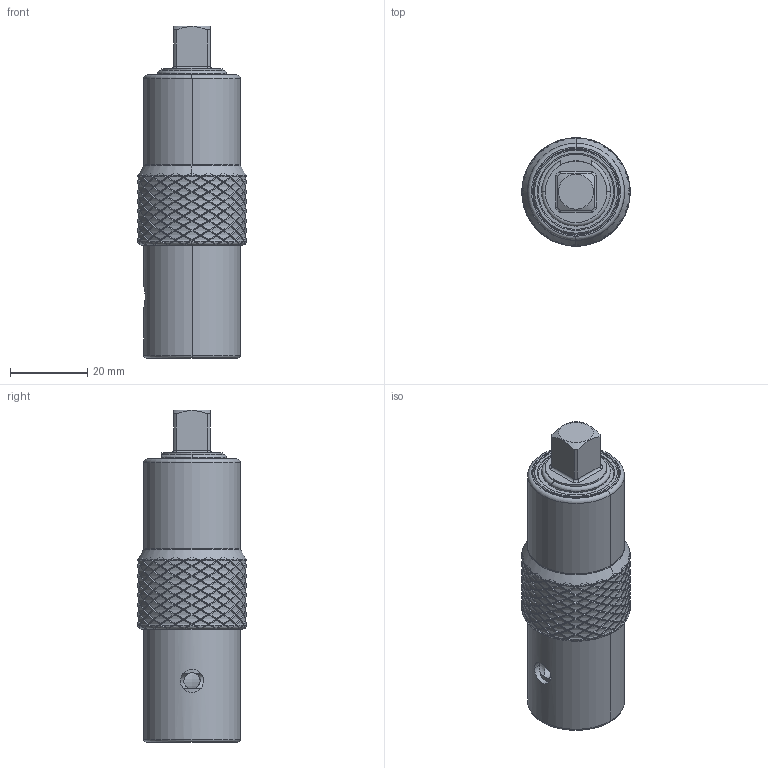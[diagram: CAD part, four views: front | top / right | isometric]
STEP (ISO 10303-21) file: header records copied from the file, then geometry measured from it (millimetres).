
FILE_DESCRIPTION((''),'2;1');
FILE_NAME('4027123661_ASM','2023-08-30T10:35:41',('a00565553'),(''),'CREO PARAMETRIC BY PTC INC, 2022414','CREO PARAMETRIC BY PTC INC, 2022414','');
FILE_SCHEMA(('CONFIG_CONTROL_DESIGN','GEOMETRIC_VALIDATION_PROPERTIES_MIM'));
Products named in the file (1): 4027123661_ASM
Bounding box: 28 x 28 x 85.8 mm (x, y, z)
Surface area: 11869.3 mm2 (no closed solid volume)
Topology: 0 solids, 8 shells, 1663 faces, 3590 edges, 1921 vertices
Faces by surface type: bspline 1202, cylinder 355, torus 69, plane 23, cone 14
Entity records: 87677 total; most frequent: CARTESIAN_POINT 49703, ORIENTED_EDGE 7074, EDGE_CURVE 3588, B_SPLINE_CURVE_WITH_KNOTS 2656, DIRECTION 2142, VERTEX_POINT 1921, EDGE_LOOP 1674, FACE_OUTER_BOUND 1663
